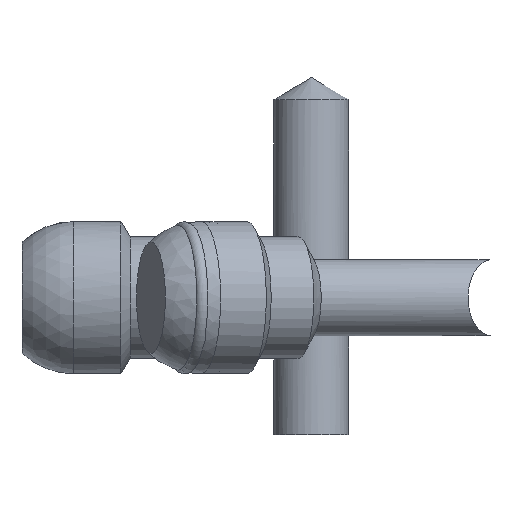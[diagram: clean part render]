
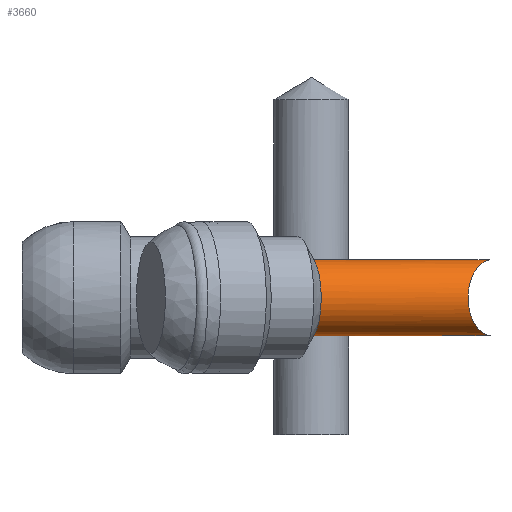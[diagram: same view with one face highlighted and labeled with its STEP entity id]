
A CAD part, left-side view. The second image highlights one B-rep face of the part: STEP entity #3660.
In plain terms, the highlighted cylindrical face has radius 2.5 mm (diameter 5 mm), a full revolution.
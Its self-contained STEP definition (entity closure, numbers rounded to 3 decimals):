
#14=ELLIPSE('',#3973,3.7,2.5);
#15=ELLIPSE('',#3974,3.391,2.5);
#842=FACE_BOUND('',#1316,.T.);
#1032=FACE_OUTER_BOUND('',#1315,.T.);
#1315=EDGE_LOOP('',(#2977));
#1316=EDGE_LOOP('',(#2978,#2979,#2980,#2981));
#1498=CIRCLE('',#3982,2.5);
#1499=CIRCLE('',#3983,2.5);
#1500=CIRCLE('',#3984,2.5);
#1807=VERTEX_POINT('',#6082);
#1808=VERTEX_POINT('',#6083);
#1809=VERTEX_POINT('',#6088);
#1810=VERTEX_POINT('',#6090);
#1813=VERTEX_POINT('',#6141);
#2226=EDGE_CURVE('',#1809,#1808,#14,.T.);
#2228=EDGE_CURVE('',#1807,#1810,#15,.T.);
#2233=EDGE_CURVE('',#1813,#1813,#1498,.T.);
#2234=EDGE_CURVE('',#1807,#1808,#1499,.T.);
#2235=EDGE_CURVE('',#1809,#1810,#1500,.T.);
#2977=ORIENTED_EDGE('',*,*,#2233,.T.);
#2978=ORIENTED_EDGE('',*,*,#2226,.T.);
#2979=ORIENTED_EDGE('',*,*,#2234,.F.);
#2980=ORIENTED_EDGE('',*,*,#2228,.T.);
#2981=ORIENTED_EDGE('',*,*,#2235,.F.);
#3264=CYLINDRICAL_SURFACE('',#3981,2.5);
#3660=ADVANCED_FACE('',(#1032,#842),#3264,.F.);
#3973=AXIS2_PLACEMENT_3D('',#6089,#4810,#4811);
#3974=AXIS2_PLACEMENT_3D('',#6095,#4812,#4813);
#3981=AXIS2_PLACEMENT_3D('',#6140,#4826,#4827);
#3982=AXIS2_PLACEMENT_3D('',#6142,#4828,#4829);
#3983=AXIS2_PLACEMENT_3D('',#6143,#4830,#4831);
#3984=AXIS2_PLACEMENT_3D('',#6144,#4832,#4833);
#4810=DIRECTION('center_axis',(0.887,-0.462,0.));
#4811=DIRECTION('ref_axis',(-0.462,-0.887,0.));
#4812=DIRECTION('center_axis',(-0.462,-0.887,0.));
#4813=DIRECTION('ref_axis',(0.887,-0.462,0.));
#4826=DIRECTION('center_axis',(-0.259,0.966,0.));
#4827=DIRECTION('ref_axis',(0.966,0.259,0.));
#4828=DIRECTION('center_axis',(-0.259,0.966,0.));
#4829=DIRECTION('ref_axis',(0.966,0.259,0.));
#4830=DIRECTION('center_axis',(-0.259,0.966,0.));
#4831=DIRECTION('ref_axis',(0.966,0.259,0.));
#4832=DIRECTION('center_axis',(-0.259,0.966,0.));
#4833=DIRECTION('ref_axis',(0.966,0.259,0.));
#6082=CARTESIAN_POINT('',(-61.845,49.264,-125.508));
#6083=CARTESIAN_POINT('',(-61.488,49.359,-125.506));
#6088=CARTESIAN_POINT('',(-61.488,49.359,-130.494));
#6089=CARTESIAN_POINT('Origin',(-61.603,49.138,-128.));
#6090=CARTESIAN_POINT('',(-61.845,49.264,-130.492));
#6095=CARTESIAN_POINT('Origin',(-61.603,49.138,-128.));
#6140=CARTESIAN_POINT('Origin',(-64.627,60.424,-128.));
#6141=CARTESIAN_POINT('',(-67.197,60.355,-128.));
#6142=CARTESIAN_POINT('Origin',(-64.782,61.002,-128.));
#6143=CARTESIAN_POINT('Origin',(-61.651,49.315,-128.));
#6144=CARTESIAN_POINT('Origin',(-61.651,49.315,-128.));
